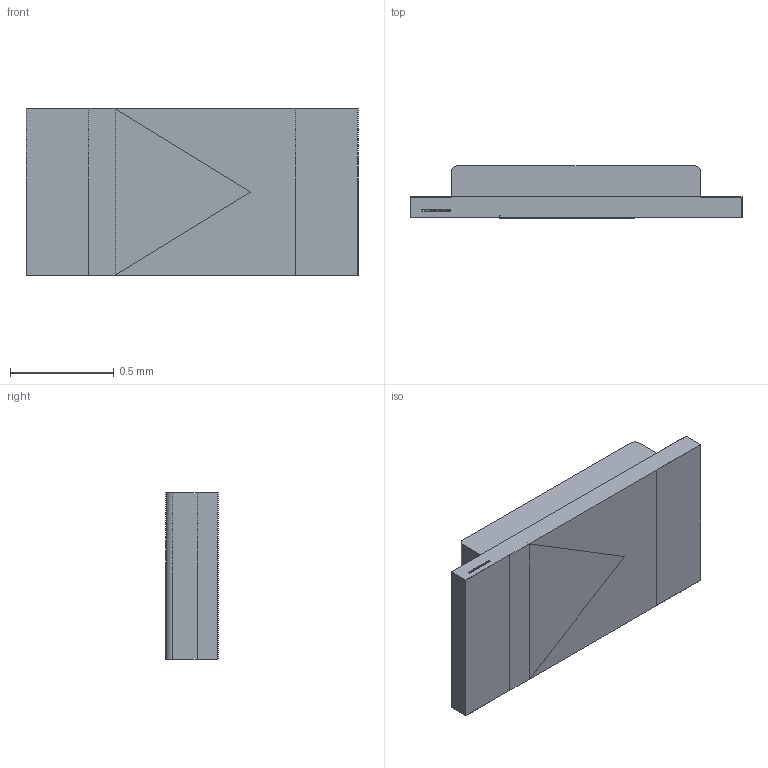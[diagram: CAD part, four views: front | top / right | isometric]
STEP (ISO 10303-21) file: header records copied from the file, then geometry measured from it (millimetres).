
FILE_DESCRIPTION (( 'STEP AP214' ), '1' );
FILE_NAME ('XZxx53W-6.STEP', '2015-09-11T17:04:16', ( '' ), ( '' ), 'SwSTEP 2.0', 'SolidWorks 2012', '' );
FILE_SCHEMA (( 'AUTOMOTIVE_DESIGN' ));
Length unit declared in the file: millimetre
Products named in the file (1): XZxx53W-6
Bounding box: 1.6 x 0.25 x 0.8 mm (x, y, z)
Volume: 0.3 mm3; surface area: 8 mm2
Topology: 5 solids, 5 shells, 271 faces, 723 edges, 482 vertices
Faces by surface type: plane 170, bspline 99, cylinder 2
Entity records: 15446 total; most frequent: CARTESIAN_POINT 6832, ORIENTED_EDGE 1446, DIRECTION 875, EDGE_CURVE 723, VECTOR 521, LINE 521, VERTEX_POINT 482, EDGE_LOOP 291
